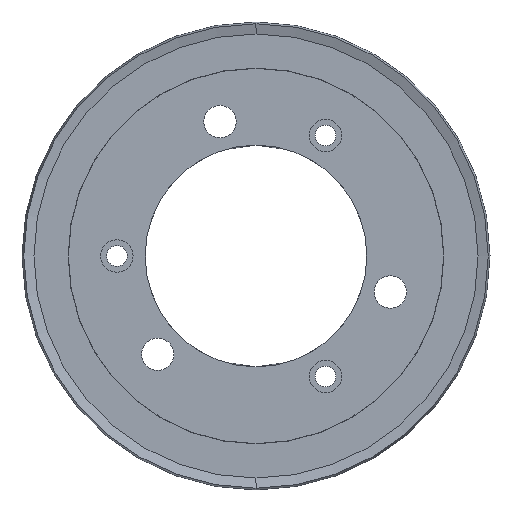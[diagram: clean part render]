
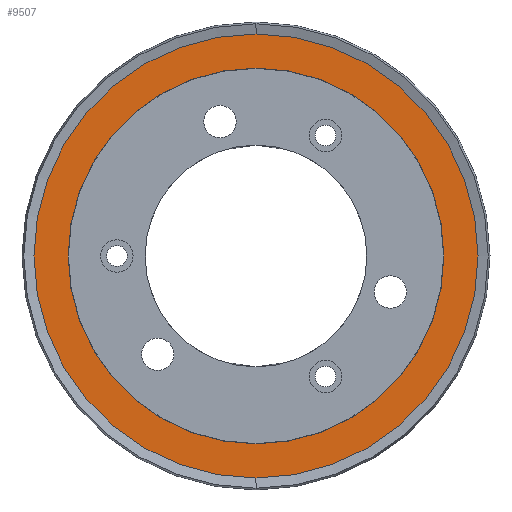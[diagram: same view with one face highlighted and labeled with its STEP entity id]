
A CAD part, left-side view. The second image highlights one B-rep face of the part: STEP entity #9507.
In plain terms, the highlighted planar face has unit normal (-1, 0, 0).
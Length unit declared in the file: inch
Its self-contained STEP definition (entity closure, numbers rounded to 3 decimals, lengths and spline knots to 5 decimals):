
#69 = DIRECTION ( 'NONE',  ( 0., 0., -1. ) ) ;
#102 = AXIS2_PLACEMENT_3D ( 'NONE', #4769, #11767, #5800 ) ;
#149 = FACE_OUTER_BOUND ( 'NONE', #194, .T. ) ;
#194 = EDGE_LOOP ( 'NONE', ( #4813, #4212 ) ) ;
#312 = EDGE_CURVE ( 'NONE', #12585, #3214, #3120, .T. ) ;
#1171 = CARTESIAN_POINT ( 'NONE',  ( 1.22905, 1.86505, 3.38963 ) ) ;
#1973 = DIRECTION ( 'NONE',  ( 1., 0., 0. ) ) ;
#2048 = CIRCLE ( 'NONE', #6366, 1.8145 ) ;
#2506 = CIRCLE ( 'NONE', #12854, 1.8145 ) ;
#2522 = CARTESIAN_POINT ( 'NONE',  ( 1.22905, 1.86505, 1.57513 ) ) ;
#2670 = EDGE_CURVE ( 'NONE', #3214, #12585, #7245, .T. ) ;
#2879 = VERTEX_POINT ( 'NONE', #10772 ) ;
#3120 = CIRCLE ( 'NONE', #4874, 2.14433 ) ;
#3214 = VERTEX_POINT ( 'NONE', #6320 ) ;
#3282 = DIRECTION ( 'NONE',  ( 1., 0., 0. ) ) ;
#4212 = ORIENTED_EDGE ( 'NONE', *, *, #2670, .F. ) ;
#4769 = CARTESIAN_POINT ( 'NONE',  ( 1.22905, 4.00938, 3.38963 ) ) ;
#4813 = ORIENTED_EDGE ( 'NONE', *, *, #312, .F. ) ;
#4874 = AXIS2_PLACEMENT_3D ( 'NONE', #4996, #1973, #69 ) ;
#4996 = CARTESIAN_POINT ( 'NONE',  ( 1.22905, 1.86505, 3.38963 ) ) ;
#5318 = DIRECTION ( 'NONE',  ( 1., 0., 0. ) ) ;
#5800 = DIRECTION ( 'NONE',  ( 0., 0., 1. ) ) ;
#6320 = CARTESIAN_POINT ( 'NONE',  ( 1.22905, 1.86505, 1.2453 ) ) ;
#6335 = DIRECTION ( 'NONE',  ( 0., 0., -1. ) ) ;
#6366 = AXIS2_PLACEMENT_3D ( 'NONE', #1171, #12217, #10089 ) ;
#7007 = ORIENTED_EDGE ( 'NONE', *, *, #12281, .T. ) ;
#7245 = CIRCLE ( 'NONE', #9932, 2.14433 ) ;
#9507 = ADVANCED_FACE ( 'NONE', ( #9867, #149 ), #10810, .T. ) ;
#9797 = EDGE_CURVE ( 'NONE', #2879, #10902, #2506, .T. ) ;
#9867 = FACE_BOUND ( 'NONE', #11210, .T. ) ;
#9932 = AXIS2_PLACEMENT_3D ( 'NONE', #12343, #5318, #6335 ) ;
#10089 = DIRECTION ( 'NONE',  ( 0., 0., -1. ) ) ;
#10197 = CARTESIAN_POINT ( 'NONE',  ( 1.22905, 1.86505, 5.53397 ) ) ;
#10772 = CARTESIAN_POINT ( 'NONE',  ( 1.22905, 1.86505, 5.20413 ) ) ;
#10810 = PLANE ( 'NONE',  #102 ) ;
#10902 = VERTEX_POINT ( 'NONE', #2522 ) ;
#11210 = EDGE_LOOP ( 'NONE', ( #7007, #11708 ) ) ;
#11295 = DIRECTION ( 'NONE',  ( 0., 0., -1. ) ) ;
#11493 = CARTESIAN_POINT ( 'NONE',  ( 1.22905, 1.86505, 3.38963 ) ) ;
#11708 = ORIENTED_EDGE ( 'NONE', *, *, #9797, .T. ) ;
#11767 = DIRECTION ( 'NONE',  ( -1., 0., 0. ) ) ;
#12217 = DIRECTION ( 'NONE',  ( 1., 0., 0. ) ) ;
#12281 = EDGE_CURVE ( 'NONE', #10902, #2879, #2048, .T. ) ;
#12343 = CARTESIAN_POINT ( 'NONE',  ( 1.22905, 1.86505, 3.38963 ) ) ;
#12585 = VERTEX_POINT ( 'NONE', #10197 ) ;
#12854 = AXIS2_PLACEMENT_3D ( 'NONE', #11493, #3282, #11295 ) ;
